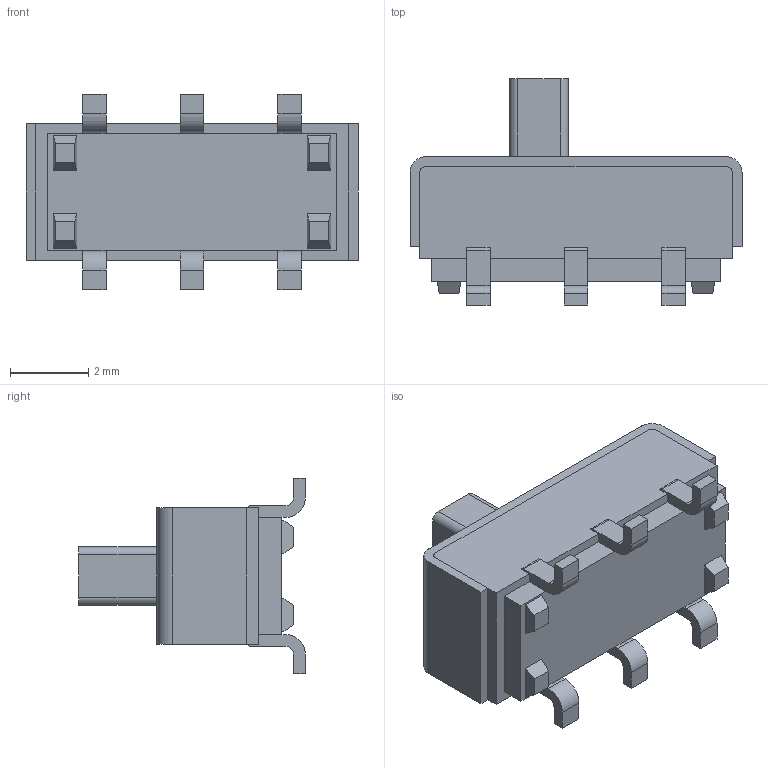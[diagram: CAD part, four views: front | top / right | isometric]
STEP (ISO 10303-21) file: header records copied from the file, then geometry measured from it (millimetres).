
FILE_DESCRIPTION (( 'STEP AP214' ), '1' );
FILE_NAME ('SSSS213202.STEP', '2024-06-23T11:54:45', ( '' ), ( '' ), 'SwSTEP 2.0', 'SolidWorks 2024', '' );
FILE_SCHEMA (( 'AUTOMOTIVE_DESIGN' ));
Length unit declared in the file: millimetre
Products named in the file (1): SSSS213202
Bounding box: 8.5 x 5.8 x 5 mm (x, y, z)
Volume: 92.3 mm3; surface area: 181.8 mm2
Topology: 1 solids, 1 shells, 128 faces, 360 edges, 240 vertices
Faces by surface type: plane 102, cylinder 26
Entity records: 5535 total; most frequent: CARTESIAN_POINT 729, ORIENTED_EDGE 720, DIRECTION 678, EDGE_CURVE 360, LINE 300, VECTOR 300, VERTEX_POINT 240, AXIS2_PLACEMENT_3D 189
